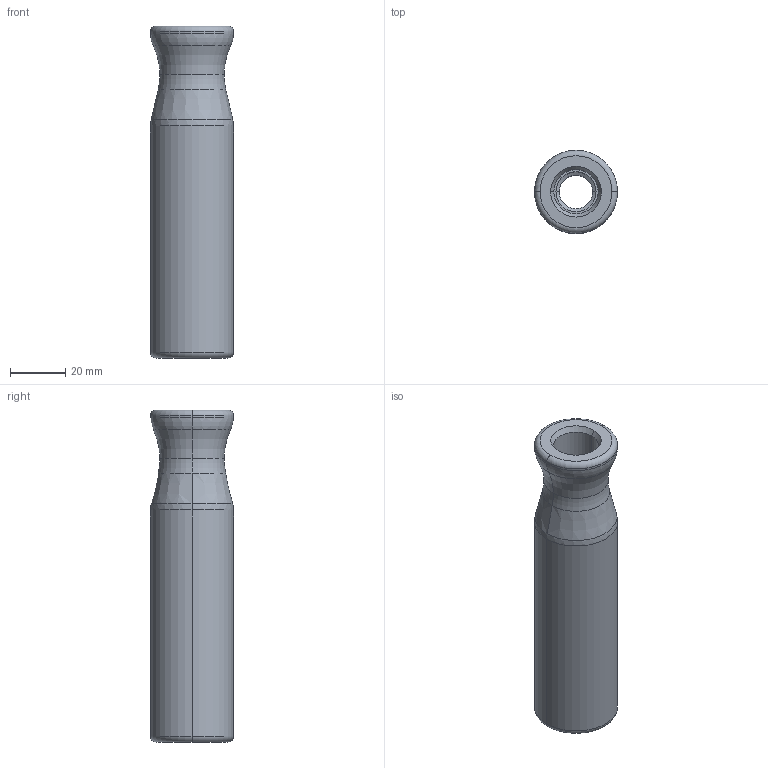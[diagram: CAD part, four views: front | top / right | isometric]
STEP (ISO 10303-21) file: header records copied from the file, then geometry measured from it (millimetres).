
FILE_DESCRIPTION (( 'STEP AP203' ), '1' );
FILE_NAME ('202401-000-001_B.STEP', '2024-03-06T21:53:41', ( '' ), ( '' ), 'SwSTEP 2.0', 'SolidWorks 2023', '' );
FILE_SCHEMA (( 'CONFIG_CONTROL_DESIGN' ));
Length unit declared in the file: millimetre
Products named in the file (1): 202401-000-001_B
Bounding box: 30 x 30 x 120 mm (x, y, z)
Volume: 62006.4 mm3; surface area: 17000.2 mm2
Topology: 1 solids, 1 shells, 31 faces, 62 edges, 34 vertices
Faces by surface type: torus 12, cylinder 10, cone 6, plane 3
Entity records: 887 total; most frequent: DIRECTION 172, CARTESIAN_POINT 128, ORIENTED_EDGE 124, AXIS2_PLACEMENT_3D 78, EDGE_CURVE 62, CIRCLE 46, VERTEX_POINT 34, EDGE_LOOP 34
